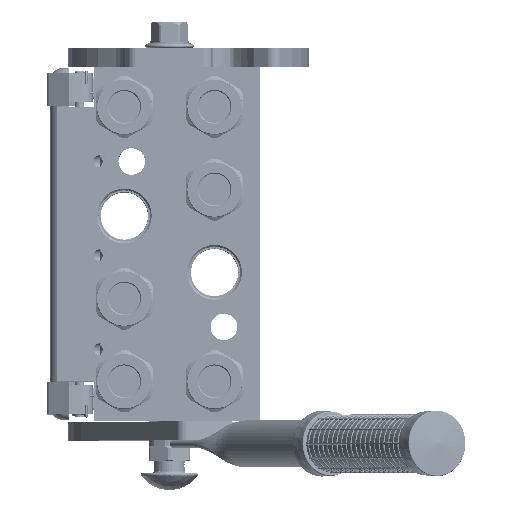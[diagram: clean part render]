
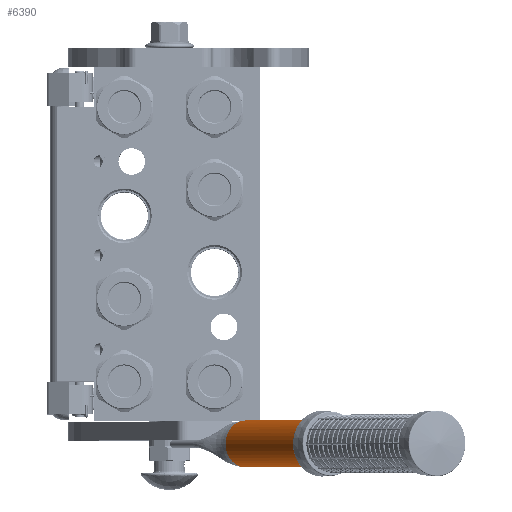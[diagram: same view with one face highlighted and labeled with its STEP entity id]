
A CAD part, top view. The second image highlights one B-rep face of the part: STEP entity #6390.
In plain terms, the highlighted cylindrical face has radius 12.5 mm (diameter 25 mm), a partial arc.
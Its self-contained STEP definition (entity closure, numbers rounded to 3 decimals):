
#410 = CARTESIAN_POINT ( 'NONE',  ( 12.484, 0.186, 0.638 ) ) ;
#1153 = CARTESIAN_POINT ( 'NONE',  ( 12.481, 0.178, 0.688 ) ) ;
#3769 = DIRECTION ( 'NONE',  ( -0.994, 0., 0.109 ) ) ;
#6390 = ADVANCED_FACE ( 'NONE', ( #86741 ), #136442, .T. ) ;
#9415 = CARTESIAN_POINT ( 'NONE',  ( -12.479, 0.172, 0.721 ) ) ;
#11476 = VERTEX_POINT ( 'NONE', #161226 ) ;
#17286 = CARTESIAN_POINT ( 'NONE',  ( 12.5, 0.24, 0. ) ) ;
#19023 = DIRECTION ( 'NONE',  ( 0., 1., 0. ) ) ;
#21406 = CARTESIAN_POINT ( 'NONE',  ( 0., 0., 0. ) ) ;
#23862 = CARTESIAN_POINT ( 'NONE',  ( -12.5, 0.24, 0. ) ) ;
#27398 = ORIENTED_EDGE ( 'NONE', *, *, #139291, .T. ) ;
#27777 = CARTESIAN_POINT ( 'NONE',  ( -12.452, 0.083, 1.1 ) ) ;
#29514 = ORIENTED_EDGE ( 'NONE', *, *, #36302, .T. ) ;
#30399 = EDGE_CURVE ( 'NONE', #112505, #11476, #121993, .T. ) ;
#31075 = CARTESIAN_POINT ( 'NONE',  ( 0., 0., 0. ) ) ;
#33378 = CARTESIAN_POINT ( 'NONE',  ( 12.499, 0.235, 0.221 ) ) ;
#34880 = CARTESIAN_POINT ( 'NONE',  ( 12.486, 0.195, 0.586 ) ) ;
#36302 = EDGE_CURVE ( 'NONE', #50044, #120316, #138900, .T. ) ;
#37922 = EDGE_LOOP ( 'NONE', ( #29514, #210162, #57470, #202996, #61136, #27398, #176948 ) ) ;
#39201 = DIRECTION ( 'NONE',  ( 0., 1., 0. ) ) ;
#43889 = CARTESIAN_POINT ( 'NONE',  ( -12.467, 0.131, 0.91 ) ) ;
#48724 = DIRECTION ( 'NONE',  ( 1., 0., 0. ) ) ;
#50044 = VERTEX_POINT ( 'NONE', #136152 ) ;
#53278 = AXIS2_PLACEMENT_3D ( 'NONE', #81371, #204060, #168044 ) ;
#53601 = VECTOR ( 'NONE', #19023, 1000. ) ;
#57470 = ORIENTED_EDGE ( 'NONE', *, *, #59044, .F. ) ;
#59044 = EDGE_CURVE ( 'NONE', #130271, #116875, #66835, .T. ) ;
#61136 = ORIENTED_EDGE ( 'NONE', *, *, #30399, .T. ) ;
#62324 = CARTESIAN_POINT ( 'NONE',  ( -12.5, 0.24, 0.216 ) ) ;
#65828 = CARTESIAN_POINT ( 'NONE',  ( -12.5, 198., 0. ) ) ;
#66835 = LINE ( 'NONE', #23862, #212211 ) ;
#68814 = EDGE_CURVE ( 'NONE', #116875, #120316, #101695, .T. ) ;
#69507 = CARTESIAN_POINT ( 'NONE',  ( 12.488, 0.202, 0.541 ) ) ;
#74003 = CARTESIAN_POINT ( 'NONE',  ( -12.426, 0., 1.36 ) ) ;
#76954 = CARTESIAN_POINT ( 'NONE',  ( -12.466, 0.13, 0.917 ) ) ;
#81371 = CARTESIAN_POINT ( 'NONE',  ( 0., 198., 0. ) ) ;
#83019 = EDGE_CURVE ( 'NONE', #50044, #195304, #173328, .T. ) ;
#86741 = FACE_OUTER_BOUND ( 'NONE', #37922, .T. ) ;
#94529 = CARTESIAN_POINT ( 'NONE',  ( -12.494, 0.221, 0.449 ) ) ;
#101695 = CIRCLE ( 'NONE', #53278, 12.5 ) ;
#103238 = CARTESIAN_POINT ( 'NONE',  ( 12.494, 0.22, 0.394 ) ) ;
#106549 = AXIS2_PLACEMENT_3D ( 'NONE', #21406, #142723, #3769 ) ;
#112505 = VERTEX_POINT ( 'NONE', #74003 ) ;
#114494 = CARTESIAN_POINT ( 'NONE',  ( -12.461, 0.114, 0.981 ) ) ;
#116875 = VERTEX_POINT ( 'NONE', #65828 ) ;
#120316 = VERTEX_POINT ( 'NONE', #136187 ) ;
#121993 = CIRCLE ( 'NONE', #166623, 12.5 ) ;
#123968 = CARTESIAN_POINT ( 'NONE',  ( 12.472, 0.146, 0.859 ) ) ;
#130271 = VERTEX_POINT ( 'NONE', #140922 ) ;
#130722 = CARTESIAN_POINT ( 'NONE',  ( -12.466, 0.127, 0.927 ) ) ;
#131455 = CARTESIAN_POINT ( 'NONE',  ( -12.464, 0.121, 0.953 ) ) ;
#132211 = CARTESIAN_POINT ( 'NONE',  ( -12.5, 0.24, 0. ) ) ;
#136152 = CARTESIAN_POINT ( 'NONE',  ( 12.5, 0.24, 0. ) ) ;
#136187 = CARTESIAN_POINT ( 'NONE',  ( 12.5, 198., 0. ) ) ;
#136442 = CYLINDRICAL_SURFACE ( 'NONE', #137523, 12.5 ) ;
#137523 = AXIS2_PLACEMENT_3D ( 'NONE', #31075, #153910, #48724 ) ;
#138900 = LINE ( 'NONE', #143358, #53601 ) ;
#139291 = EDGE_CURVE ( 'NONE', #11476, #195304, #209495, .T. ) ;
#140113 = CARTESIAN_POINT ( 'NONE',  ( 12.5, 0.24, 0.108 ) ) ;
#140922 = CARTESIAN_POINT ( 'NONE',  ( -12.5, 0.24, 0. ) ) ;
#142723 = DIRECTION ( 'NONE',  ( 0., 1., 0. ) ) ;
#143358 = CARTESIAN_POINT ( 'NONE',  ( 12.5, 0.24, 0. ) ) ;
#147589 = CARTESIAN_POINT ( 'NONE',  ( -12.478, 0.167, 0.748 ) ) ;
#150593 = CARTESIAN_POINT ( 'NONE',  ( -12.468, 0.136, 0.889 ) ) ;
#153910 = DIRECTION ( 'NONE',  ( 0., -1., 0. ) ) ;
#156208 = CARTESIAN_POINT ( 'NONE',  ( 12.492, 0.214, 0.452 ) ) ;
#159214 = CARTESIAN_POINT ( 'NONE',  ( 12.482, 0.18, 0.676 ) ) ;
#161226 = CARTESIAN_POINT ( 'NONE',  ( 0., 0., 12.5 ) ) ;
#161465 = CARTESIAN_POINT ( 'NONE',  ( 12.426, 0., 1.36 ) ) ;
#166623 = AXIS2_PLACEMENT_3D ( 'NONE', #185391, #203008, #222886 ) ;
#168044 = DIRECTION ( 'NONE',  ( -1., 0., 0. ) ) ;
#168138 = CARTESIAN_POINT ( 'NONE',  ( -12.471, 0.146, 0.847 ) ) ;
#173328 = B_SPLINE_CURVE_WITH_KNOTS ( 'NONE', 3,
 ( #17286, #140113, #33378, #103238, #156208, #69507, #34880, #410, #193619, #159214, #179068, #1153, #123968, #195917, #161465 ),
 .UNSPECIFIED., .F., .F.,
 ( 4, 2, 2, 1, 1, 1, 2, 2, 4 ),
 ( 0., 0.25, 0.375, 0.437, 0.469, 0.484, 0.492, 0.5, 1. ),
 .UNSPECIFIED. ) ;
#176948 = ORIENTED_EDGE ( 'NONE', *, *, #83019, .F. ) ;
#179068 = CARTESIAN_POINT ( 'NONE',  ( 12.481, 0.178, 0.683 ) ) ;
#181250 = CARTESIAN_POINT ( 'NONE',  ( -12.426, 0., 1.36 ) ) ;
#185391 = CARTESIAN_POINT ( 'NONE',  ( 0., 0., 0. ) ) ;
#193619 = CARTESIAN_POINT ( 'NONE',  ( 12.482, 0.182, 0.665 ) ) ;
#195304 = VERTEX_POINT ( 'NONE', #207408 ) ;
#195917 = CARTESIAN_POINT ( 'NONE',  ( 12.456, 0.096, 1.087 ) ) ;
#200389 = CARTESIAN_POINT ( 'NONE',  ( -12.474, 0.155, 0.804 ) ) ;
#202996 = ORIENTED_EDGE ( 'NONE', *, *, #208243, .F. ) ;
#203008 = DIRECTION ( 'NONE',  ( 0., 1., 0. ) ) ;
#204060 = DIRECTION ( 'NONE',  ( 0., 1., 0. ) ) ;
#207408 = CARTESIAN_POINT ( 'NONE',  ( 12.426, 0., 1.36 ) ) ;
#208243 = EDGE_CURVE ( 'NONE', #112505, #130271, #222391, .T. ) ;
#209495 = CIRCLE ( 'NONE', #106549, 12.5 ) ;
#210162 = ORIENTED_EDGE ( 'NONE', *, *, #68814, .F. ) ;
#212211 = VECTOR ( 'NONE', #39201, 1000. ) ;
#219497 = CARTESIAN_POINT ( 'NONE',  ( -12.441, 0.049, 1.219 ) ) ;
#222391 = B_SPLINE_CURVE_WITH_KNOTS ( 'NONE', 3,
 ( #181250, #219497, #27777, #114494, #131455, #130722, #76954, #43889, #150593, #168138, #200389, #147589, #9415, #94529, #62324, #132211 ),
 .UNSPECIFIED., .F., .F.,
 ( 4, 2, 1, 2, 2, 1, 2, 2, 4 ),
 ( 0., 0.25, 0.312, 0.328, 0.344, 0.375, 0.437, 0.5, 1. ),
 .UNSPECIFIED. ) ;
#222886 = DIRECTION ( 'NONE',  ( -0.994, 0., 0.109 ) ) ;
